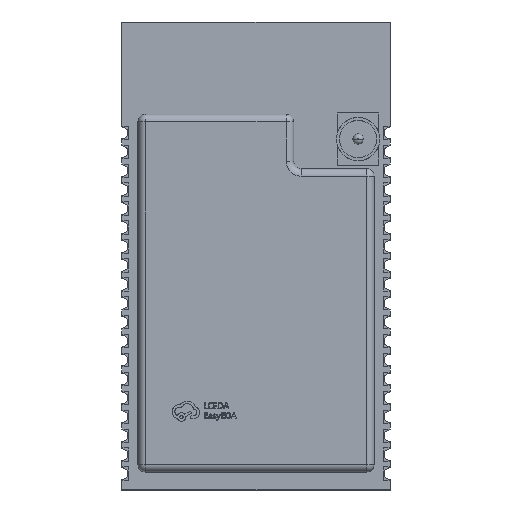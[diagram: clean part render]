
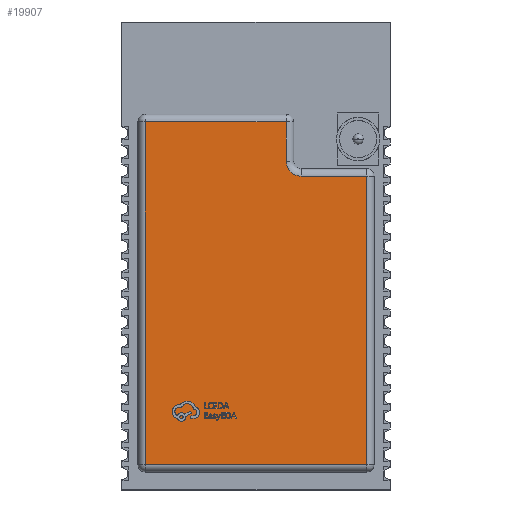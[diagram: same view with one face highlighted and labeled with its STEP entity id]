
A CAD part, top view. The second image highlights one B-rep face of the part: STEP entity #19907.
In plain terms, the highlighted planar face has unit normal (0, 0, 1).
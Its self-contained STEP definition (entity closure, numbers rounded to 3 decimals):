
#400 = CARTESIAN_POINT ( 'NONE',  ( 3.025, 6.35, 3.3 ) ) ;
#1401 = LINE ( 'NONE', #24501, #17338 ) ;
#1806 = DIRECTION ( 'NONE',  ( -1., 0., 0. ) ) ;
#2217 = VERTEX_POINT ( 'NONE', #18677 ) ;
#2653 = EDGE_CURVE ( 'NONE', #7173, #20434, #7725, .T. ) ;
#2667 = EDGE_CURVE ( 'NONE', #23249, #7173, #1401, .T. ) ;
#2931 = CARTESIAN_POINT ( 'NONE',  ( 3.025, 5.35, 3.3 ) ) ;
#3906 = EDGE_CURVE ( 'NONE', #24737, #23249, #13231, .T. ) ;
#4978 = DIRECTION ( 'NONE',  ( -1., 0., 0. ) ) ;
#5617 = CARTESIAN_POINT ( 'NONE',  ( 7.425, -14., 3.3 ) ) ;
#5995 = LINE ( 'NONE', #17813, #9143 ) ;
#6920 = CARTESIAN_POINT ( 'NONE',  ( 2.025, 0., 3.3 ) ) ;
#7173 = VERTEX_POINT ( 'NONE', #13191 ) ;
#7314 = CARTESIAN_POINT ( 'NONE',  ( 2.025, 9., 3.3 ) ) ;
#7725 = LINE ( 'NONE', #19956, #11746 ) ;
#7984 = ORIENTED_EDGE ( 'NONE', *, *, #9797, .T. ) ;
#8585 = DIRECTION ( 'NONE',  ( 0., 0., 1. ) ) ;
#9143 = VECTOR ( 'NONE', #1806, 1000. ) ;
#9615 = ORIENTED_EDGE ( 'NONE', *, *, #3906, .T. ) ;
#9797 = EDGE_CURVE ( 'NONE', #26032, #2217, #25945, .T. ) ;
#10033 = AXIS2_PLACEMENT_3D ( 'NONE', #25164, #21017, #10804 ) ;
#10263 = DIRECTION ( 'NONE',  ( -1., 0., 0. ) ) ;
#10535 = ORIENTED_EDGE ( 'NONE', *, *, #20906, .F. ) ;
#10595 = VECTOR ( 'NONE', #14038, 1000. ) ;
#10804 = DIRECTION ( 'NONE',  ( -1., 0., 0. ) ) ;
#11746 = VECTOR ( 'NONE', #23988, 1000. ) ;
#12276 = CARTESIAN_POINT ( 'NONE',  ( 7.425, 0., 3.3 ) ) ;
#13191 = CARTESIAN_POINT ( 'NONE',  ( -7.425, 9., 3.3 ) ) ;
#13231 = LINE ( 'NONE', #6920, #19916 ) ;
#13908 = DIRECTION ( 'NONE',  ( 1., 0., 0. ) ) ;
#14038 = DIRECTION ( 'NONE',  ( 0., 1., 0. ) ) ;
#14969 = DIRECTION ( 'NONE',  ( 0., 1., 0. ) ) ;
#16192 = CARTESIAN_POINT ( 'NONE',  ( 0., -14., 3.3 ) ) ;
#16205 = FACE_OUTER_BOUND ( 'NONE', #26236, .T. ) ;
#16769 = ORIENTED_EDGE ( 'NONE', *, *, #2653, .T. ) ;
#16826 = CARTESIAN_POINT ( 'NONE',  ( 2.025, 6.35, 3.3 ) ) ;
#17338 = VECTOR ( 'NONE', #10263, 1000. ) ;
#17813 = CARTESIAN_POINT ( 'NONE',  ( 0., 5.35, 3.3 ) ) ;
#18590 = ORIENTED_EDGE ( 'NONE', *, *, #24241, .T. ) ;
#18677 = CARTESIAN_POINT ( 'NONE',  ( 7.425, 5.35, 3.3 ) ) ;
#19135 = ORIENTED_EDGE ( 'NONE', *, *, #19826, .T. ) ;
#19826 = EDGE_CURVE ( 'NONE', #2217, #24835, #5995, .T. ) ;
#19907 = ADVANCED_FACE ( 'NONE', ( #16205 ), #20487, .F. ) ;
#19916 = VECTOR ( 'NONE', #14969, 1000. ) ;
#19956 = CARTESIAN_POINT ( 'NONE',  ( -7.425, 0., 3.3 ) ) ;
#20434 = VERTEX_POINT ( 'NONE', #23488 ) ;
#20487 = PLANE ( 'NONE',  #10033 ) ;
#20906 = EDGE_CURVE ( 'NONE', #24737, #24835, #24592, .T. ) ;
#21017 = DIRECTION ( 'NONE',  ( 0., 0., -1. ) ) ;
#22918 = AXIS2_PLACEMENT_3D ( 'NONE', #400, #8585, #4978 ) ;
#23249 = VERTEX_POINT ( 'NONE', #7314 ) ;
#23488 = CARTESIAN_POINT ( 'NONE',  ( -7.425, -14., 3.3 ) ) ;
#23988 = DIRECTION ( 'NONE',  ( 0., -1., 0. ) ) ;
#24241 = EDGE_CURVE ( 'NONE', #20434, #26032, #24247, .T. ) ;
#24247 = LINE ( 'NONE', #16192, #25015 ) ;
#24501 = CARTESIAN_POINT ( 'NONE',  ( 0., 9., 3.3 ) ) ;
#24592 = CIRCLE ( 'NONE', #22918, 1. ) ;
#24737 = VERTEX_POINT ( 'NONE', #16826 ) ;
#24835 = VERTEX_POINT ( 'NONE', #2931 ) ;
#25015 = VECTOR ( 'NONE', #13908, 1000. ) ;
#25164 = CARTESIAN_POINT ( 'NONE',  ( 0., 0., 3.3 ) ) ;
#25329 = ORIENTED_EDGE ( 'NONE', *, *, #2667, .T. ) ;
#25945 = LINE ( 'NONE', #12276, #10595 ) ;
#26032 = VERTEX_POINT ( 'NONE', #5617 ) ;
#26236 = EDGE_LOOP ( 'NONE', ( #10535, #9615, #25329, #16769, #18590, #7984, #19135 ) ) ;
